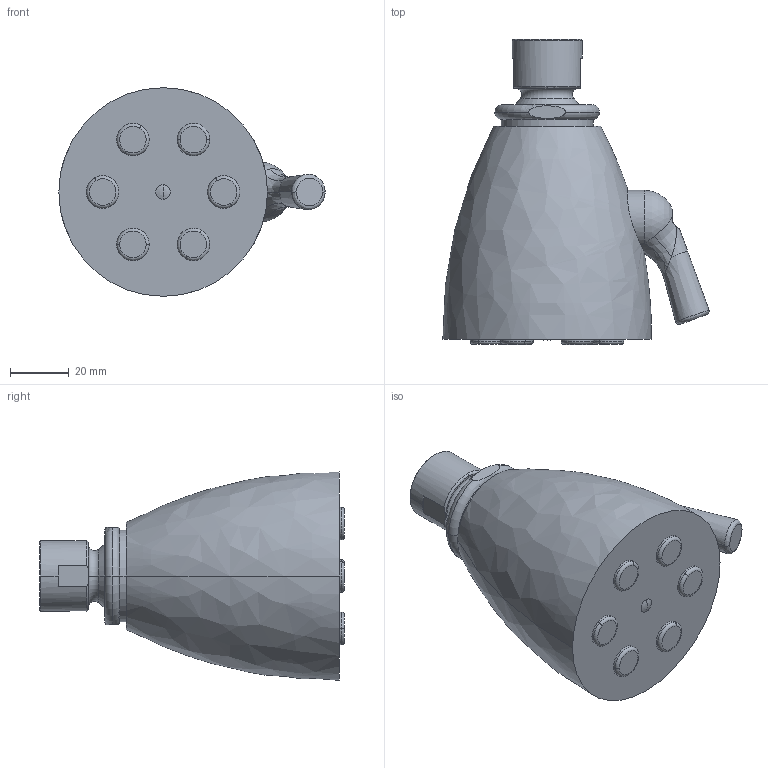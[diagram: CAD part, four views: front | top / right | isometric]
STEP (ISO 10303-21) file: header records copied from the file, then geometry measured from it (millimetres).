
FILE_DESCRIPTION((''),'2;1');
FILE_NAME('212','2021-03-16T15:50:15',('rsmith'),(''),'CREO PARAMETRIC BY PTC INC, 2018400','CREO PARAMETRIC BY PTC INC, 2018400','');
FILE_SCHEMA(('AUTOMOTIVE_DESIGN { 1 0 10303 214 1 1 1 1 }'));
Length unit declared in the file: inch
Products named in the file (1): 212
Bounding box: 90.63 x 103.78 x 70.99 mm (x, y, z)
Volume: 233674.6 mm3; surface area: 25091.3 mm2
Topology: 1 solids, 1 shells, 118 faces, 278 edges, 171 vertices
Faces by surface type: plane 38, bspline 30, torus 25, cylinder 18, sphere 5, cone 2
Entity records: 6781 total; most frequent: CARTESIAN_POINT 2656, ORIENTED_EDGE 552, DIRECTION 551, PRESENTATION_STYLE_ASSIGNMENT 346, STYLED_ITEM 285, CURVE_STYLE 276, EDGE_CURVE 276, AXIS2_PLACEMENT_3D 248
